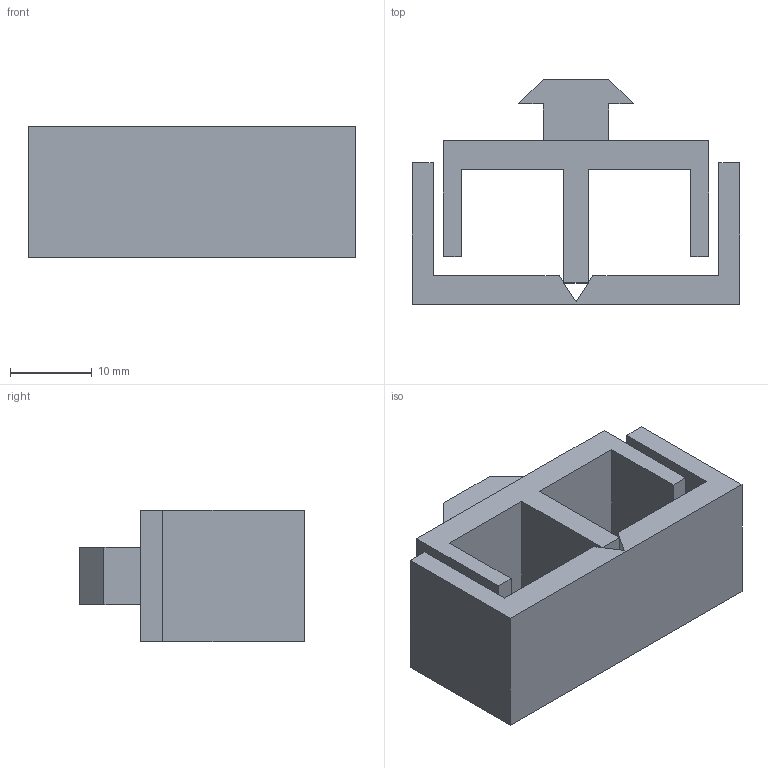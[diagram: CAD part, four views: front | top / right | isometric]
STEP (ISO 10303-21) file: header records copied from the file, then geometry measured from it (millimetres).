
FILE_DESCRIPTION (( 'STEP AP203' ), '1' );
FILE_NAME ('Êëèïñà R2 8ïàç.STEP', '2022-10-06T12:15:12', ( 'user' ), ( '' ), 'SwSTEP 2.0', 'SolidWorks 2022', '' );
FILE_SCHEMA (( 'CONFIG_CONTROL_DESIGN' ));
Length unit declared in the file: millimetre
Products named in the file (1): Клипса R2 8паз
Bounding box: 40 x 27.5 x 16 mm (x, y, z)
Volume: 6971.3 mm3; surface area: 5717.5 mm2
Topology: 2 solids, 2 shells, 36 faces, 93 edges, 62 vertices
Faces by surface type: plane 36
Entity records: 1152 total; most frequent: CARTESIAN_POINT 192, ORIENTED_EDGE 186, DIRECTION 167, LINE 93, VECTOR 93, EDGE_CURVE 93, VERTEX_POINT 62, AXIS2_PLACEMENT_3D 37
